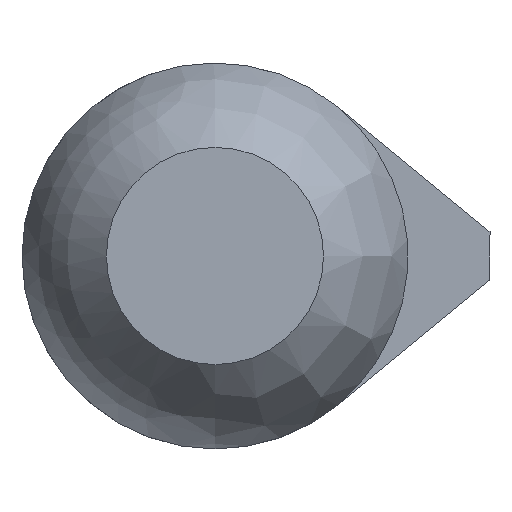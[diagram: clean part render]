
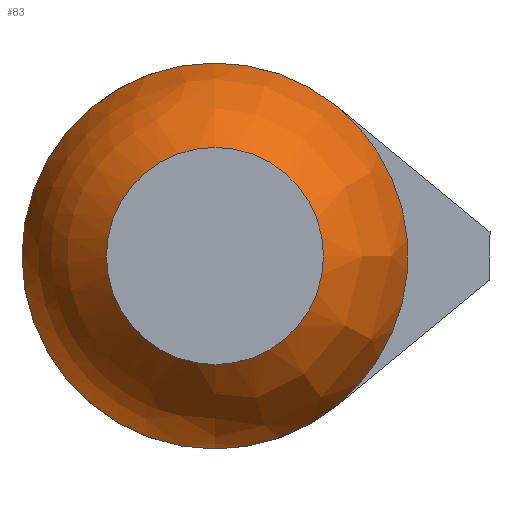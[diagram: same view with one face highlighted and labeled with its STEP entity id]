
A CAD part, front view. The second image highlights one B-rep face of the part: STEP entity #83.
In plain terms, the highlighted free-form (B-spline) face has degree [3, 3] with [4, 7] control points.
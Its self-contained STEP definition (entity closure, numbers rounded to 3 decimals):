
#83 = ADVANCED_FACE( '', ( #169, #170 ), #171, .T. );
#169 = FACE_OUTER_BOUND( '', #283, .T. );
#170 = FACE_OUTER_BOUND( '', #284, .T. );
#171 = ( BOUNDED_SURFACE(  )B_SPLINE_SURFACE( 3, 3, ( ( #287, #288, #289, #290, #291, #292, #293 ), ( #294, #295, #296, #297, #298, #299, #300 ), ( #301, #302, #303, #304, #305, #306, #307 ), ( #308, #309, #310, #311, #312, #313, #314 ) ), .UNSPECIFIED., .F., .T., .F. )B_SPLINE_SURFACE_WITH_KNOTS( ( 4, 4 ), ( 4, 3, 4 ), ( 0., 6.283 ), ( 0.173, 0.528, 0.883 ), .UNSPECIFIED. )GEOMETRIC_REPRESENTATION_ITEM(  )RATIONAL_B_SPLINE_SURFACE( ( ( 1., 0.333, 0.333, 1., 0.333, 0.333, 1. ), ( 0.958, 0.319, 0.319, 0.958, 0.319, 0.319, 0.958 ), ( 0.958, 0.319, 0.319, 0.958, 0.319, 0.319, 0.958 ), ( 1., 0.333, 0.333, 1., 0.333, 0.333, 1. ) ) )REPRESENTATION_ITEM( '' )SURFACE(  ) );
#283 = EDGE_LOOP( '', ( #462, #463 ) );
#284 = EDGE_LOOP( '', ( #464 ) );
#287 = CARTESIAN_POINT( '', ( 0., -19.25, -2.25 ) );
#288 = CARTESIAN_POINT( '', ( 4.5, -19.25, -2.25 ) );
#289 = CARTESIAN_POINT( '', ( 4.5, -19.25, 2.25 ) );
#290 = CARTESIAN_POINT( '', ( 0., -19.25, 2.25 ) );
#291 = CARTESIAN_POINT( '', ( -4.5, -19.25, 2.25 ) );
#292 = CARTESIAN_POINT( '', ( -4.5, -19.25, -2.25 ) );
#293 = CARTESIAN_POINT( '', ( 0., -19.25, -2.25 ) );
#294 = CARTESIAN_POINT( '', ( 0., -18.483, -3.183 ) );
#295 = CARTESIAN_POINT( '', ( 6.366, -18.483, -3.183 ) );
#296 = CARTESIAN_POINT( '', ( 6.366, -18.483, 3.183 ) );
#297 = CARTESIAN_POINT( '', ( 0., -18.483, 3.183 ) );
#298 = CARTESIAN_POINT( '', ( -6.366, -18.483, 3.183 ) );
#299 = CARTESIAN_POINT( '', ( -6.366, -18.483, -3.183 ) );
#300 = CARTESIAN_POINT( '', ( 0., -18.483, -3.183 ) );
#301 = CARTESIAN_POINT( '', ( 0., -17.44, -3.792 ) );
#302 = CARTESIAN_POINT( '', ( 7.583, -17.44, -3.792 ) );
#303 = CARTESIAN_POINT( '', ( 7.583, -17.44, 3.792 ) );
#304 = CARTESIAN_POINT( '', ( 0., -17.44, 3.792 ) );
#305 = CARTESIAN_POINT( '', ( -7.583, -17.44, 3.792 ) );
#306 = CARTESIAN_POINT( '', ( -7.583, -17.44, -3.792 ) );
#307 = CARTESIAN_POINT( '', ( 0., -17.44, -3.792 ) );
#308 = CARTESIAN_POINT( '', ( 0., -16.25, -4. ) );
#309 = CARTESIAN_POINT( '', ( 8., -16.25, -4. ) );
#310 = CARTESIAN_POINT( '', ( 8., -16.25, 4. ) );
#311 = CARTESIAN_POINT( '', ( 0., -16.25, 4. ) );
#312 = CARTESIAN_POINT( '', ( -8., -16.25, 4. ) );
#313 = CARTESIAN_POINT( '', ( -8., -16.25, -4. ) );
#314 = CARTESIAN_POINT( '', ( 0., -16.25, -4. ) );
#462 = ORIENTED_EDGE( '', *, *, #513, .F. );
#463 = ORIENTED_EDGE( '', *, *, #520, .F. );
#464 = ORIENTED_EDGE( '', *, *, #523, .F. );
#513 = EDGE_CURVE( '', #532, #555, #590, .T. );
#520 = EDGE_CURVE( '', #555, #532, #597, .T. );
#523 = EDGE_CURVE( '', #600, #600, #601, .T. );
#532 = VERTEX_POINT( '', #611 );
#555 = VERTEX_POINT( '', #643 );
#590 = CIRCLE( '', #687, 4. );
#597 = CIRCLE( '', #695, 4. );
#600 = VERTEX_POINT( '', #698 );
#601 = CIRCLE( '', #699, 2.25 );
#611 = CARTESIAN_POINT( '', ( 2.536, -16.25, 3.094 ) );
#643 = CARTESIAN_POINT( '', ( 2.536, -16.25, -3.094 ) );
#687 = AXIS2_PLACEMENT_3D( '', #747, #748, #749 );
#695 = AXIS2_PLACEMENT_3D( '', #754, #755, #756 );
#698 = CARTESIAN_POINT( '', ( 0., -19.25, -2.25 ) );
#699 = AXIS2_PLACEMENT_3D( '', #757, #758, #759 );
#747 = CARTESIAN_POINT( '', ( 0., -16.25, 0. ) );
#748 = DIRECTION( '', ( 0., 1., 0. ) );
#749 = DIRECTION( '', ( 0., 0., 1. ) );
#754 = CARTESIAN_POINT( '', ( 0., -16.25, 0. ) );
#755 = DIRECTION( '', ( 0., 1., 0. ) );
#756 = DIRECTION( '', ( 1., 0., 0. ) );
#757 = CARTESIAN_POINT( '', ( 0., -19.25, 0. ) );
#758 = DIRECTION( '', ( 0., -1., 0. ) );
#759 = DIRECTION( '', ( 0., 0., -1. ) );
